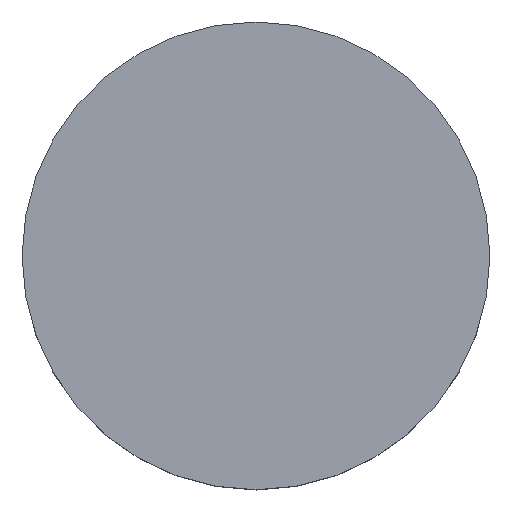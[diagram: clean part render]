
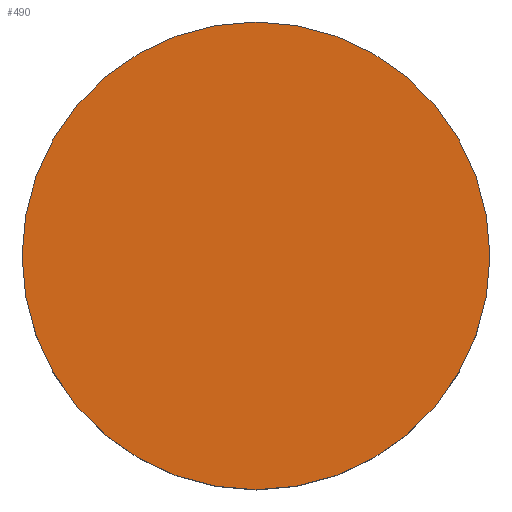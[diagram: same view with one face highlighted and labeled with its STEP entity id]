
A CAD part, top view. The second image highlights one B-rep face of the part: STEP entity #490.
In plain terms, the highlighted planar face has unit normal (0, 0, 1).
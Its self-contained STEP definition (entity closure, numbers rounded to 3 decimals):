
#130=CARTESIAN_POINT('',(-31.,0.,40.5));
#131=VERTEX_POINT('',#130);
#140=CARTESIAN_POINT('',(31.0,0.,40.5));
#141=VERTEX_POINT('',#140);
#142=CARTESIAN_POINT('',(0.0,0.,40.5));
#143=DIRECTION('',(0.0,0.0,1.0));
#144=DIRECTION('',(-1.0,0.0,0.0));
#145=AXIS2_PLACEMENT_3D('',#142,#143,#144);
#146=CIRCLE('',#145,31.0);
#147=EDGE_CURVE('',#141,#131,#146,.T.);
#471=CARTESIAN_POINT('',(0.0,0.,40.5));
#472=DIRECTION('',(0.0,0.0,1.0));
#473=DIRECTION('',(-1.0,0.0,0.0));
#474=AXIS2_PLACEMENT_3D('',#471,#472,#473);
#475=CIRCLE('',#474,31.0);
#476=EDGE_CURVE('',#131,#141,#475,.T.);
#481=CARTESIAN_POINT('',(-15.5,0.,40.5));
#482=DIRECTION('',(0.0,0.0,1.0));
#483=DIRECTION('',(0.0,-1.0,0.0));
#484=AXIS2_PLACEMENT_3D('',#481,#482,#483);
#485=PLANE('',#484);
#486=ORIENTED_EDGE('',*,*,#476,.T.);
#487=ORIENTED_EDGE('',*,*,#147,.T.);
#488=EDGE_LOOP('',(#486,#487));
#489=FACE_OUTER_BOUND('',#488,.T.);
#490=ADVANCED_FACE('',(#489),#485,.T.);
